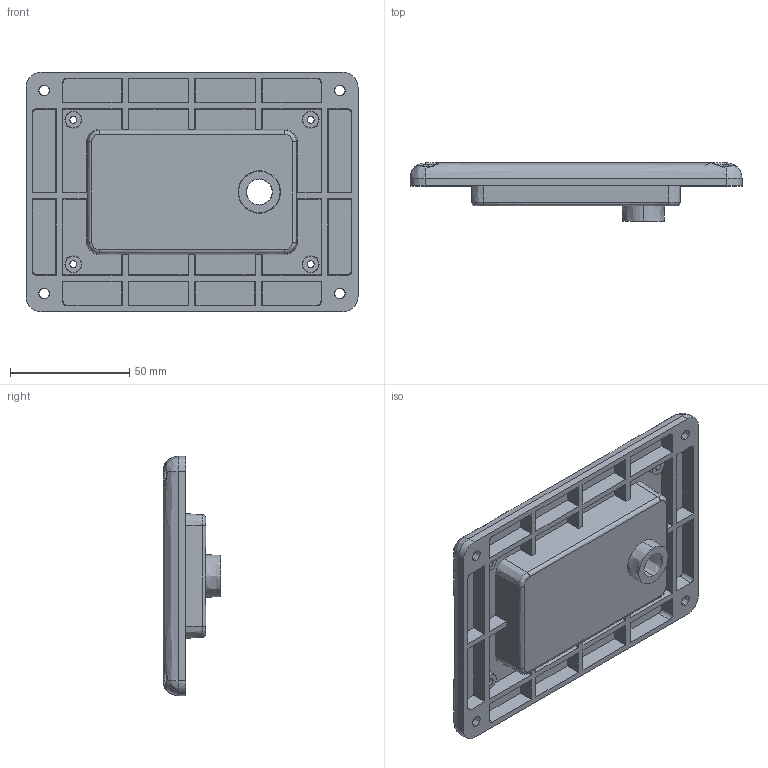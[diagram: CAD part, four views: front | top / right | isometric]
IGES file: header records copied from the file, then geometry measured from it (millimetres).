
Start section: SolidWorks IGES file using NURBS representation for surfaces
Global section: file name: indicatorWT091-194.IGS; native system: SolidWorks 2015; preprocessor: SolidWorks 2015; author: George; date: 190311.114700; units: inch
Bounding box: 138.94 x 24.26 x 100.2 mm (x, y, z)
Surface area: 48981.2 mm2 (no closed solid volume)
Topology: 0 solids, 0 shells, 256 faces, 2167 edges, 2795 vertices
Faces by surface type: bspline 256
